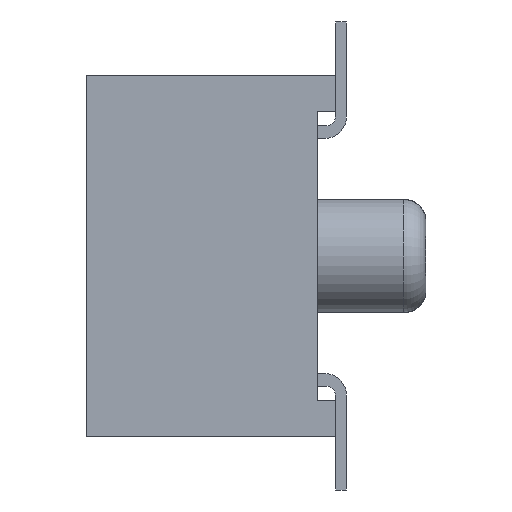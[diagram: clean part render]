
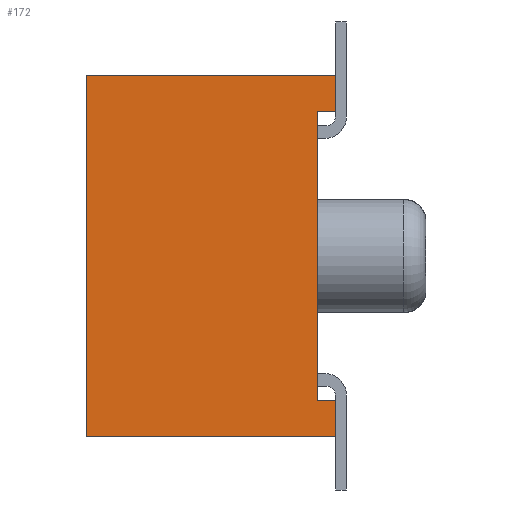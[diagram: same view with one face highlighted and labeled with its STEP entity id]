
A CAD part, left-side view. The second image highlights one B-rep face of the part: STEP entity #172.
In plain terms, the highlighted planar face has unit normal (-1, 0, 0).
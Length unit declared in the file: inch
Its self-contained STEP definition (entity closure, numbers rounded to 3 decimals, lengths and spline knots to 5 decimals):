
#172 = ADVANCED_FACE( '', ( #534 ), #535, .F. );
#534 = FACE_OUTER_BOUND( '', #1314, .T. );
#535 = PLANE( '', #1315 );
#1314 = EDGE_LOOP( '', ( #2102, #2103, #2104, #2105, #2106, #2107, #2108, #2109 ) );
#1315 = AXIS2_PLACEMENT_3D( '', #2110, #2111, #2112 );
#2102 = ORIENTED_EDGE( '', *, *, #5113, .T. );
#2103 = ORIENTED_EDGE( '', *, *, #5114, .T. );
#2104 = ORIENTED_EDGE( '', *, *, #5115, .F. );
#2105 = ORIENTED_EDGE( '', *, *, #5116, .F. );
#2106 = ORIENTED_EDGE( '', *, *, #5117, .T. );
#2107 = ORIENTED_EDGE( '', *, *, #5118, .T. );
#2108 = ORIENTED_EDGE( '', *, *, #5109, .T. );
#2109 = ORIENTED_EDGE( '', *, *, #5119, .T. );
#2110 = CARTESIAN_POINT( '', ( -0.3, 0.138, -0.1 ) );
#2111 = DIRECTION( '', ( 1., 0., 0. ) );
#2112 = DIRECTION( '', ( 0., 0., -1. ) );
#5109 = EDGE_CURVE( '', #6090, #6091, #6092, .T. );
#5113 = EDGE_CURVE( '', #6098, #6099, #6100, .T. );
#5114 = EDGE_CURVE( '', #6099, #6101, #6102, .T. );
#5115 = EDGE_CURVE( '', #6103, #6101, #6104, .T. );
#5116 = EDGE_CURVE( '', #6105, #6103, #6106, .T. );
#5117 = EDGE_CURVE( '', #6105, #6107, #6108, .T. );
#5118 = EDGE_CURVE( '', #6107, #6090, #6109, .T. );
#5119 = EDGE_CURVE( '', #6091, #6098, #6110, .T. );
#6090 = VERTEX_POINT( '', #7706 );
#6091 = VERTEX_POINT( '', #7707 );
#6092 = LINE( '', #7708, #7709 );
#6098 = VERTEX_POINT( '', #7718 );
#6099 = VERTEX_POINT( '', #7719 );
#6100 = LINE( '', #7720, #7721 );
#6101 = VERTEX_POINT( '', #7722 );
#6102 = LINE( '', #7723, #7724 );
#6103 = VERTEX_POINT( '', #7725 );
#6104 = LINE( '', #7726, #7727 );
#6105 = VERTEX_POINT( '', #7728 );
#6106 = LINE( '', #7729, #7730 );
#6107 = VERTEX_POINT( '', #7731 );
#6108 = LINE( '', #7732, #7733 );
#6109 = LINE( '', #7734, #7735 );
#6110 = LINE( '', #7736, #7737 );
#7706 = CARTESIAN_POINT( '', ( -0.3, 0., -0.08 ) );
#7707 = CARTESIAN_POINT( '', ( -0.3, 0.01, -0.08 ) );
#7708 = CARTESIAN_POINT( '', ( -0.3, 0., -0.08 ) );
#7709 = VECTOR( '', #10249, 39.37008 );
#7718 = CARTESIAN_POINT( '', ( -0.3, 0.01, 0.08 ) );
#7719 = CARTESIAN_POINT( '', ( -0.3, 0., 0.08 ) );
#7720 = CARTESIAN_POINT( '', ( -0.3, 0.01, 0.08 ) );
#7721 = VECTOR( '', #10253, 39.37008 );
#7722 = CARTESIAN_POINT( '', ( -0.3, 0., 0.1 ) );
#7723 = CARTESIAN_POINT( '', ( -0.3, 0., -0.1 ) );
#7724 = VECTOR( '', #10254, 39.37008 );
#7725 = CARTESIAN_POINT( '', ( -0.3, 0.138, 0.1 ) );
#7726 = CARTESIAN_POINT( '', ( -0.3, 0.138, 0.1 ) );
#7727 = VECTOR( '', #10255, 39.37008 );
#7728 = CARTESIAN_POINT( '', ( -0.3, 0.138, -0.1 ) );
#7729 = CARTESIAN_POINT( '', ( -0.3, 0.138, -0.1 ) );
#7730 = VECTOR( '', #10256, 39.37008 );
#7731 = CARTESIAN_POINT( '', ( -0.3, 0., -0.1 ) );
#7732 = CARTESIAN_POINT( '', ( -0.3, 0.138, -0.1 ) );
#7733 = VECTOR( '', #10257, 39.37008 );
#7734 = CARTESIAN_POINT( '', ( -0.3, 0., -0.1 ) );
#7735 = VECTOR( '', #10258, 39.37008 );
#7736 = CARTESIAN_POINT( '', ( -0.3, 0.01, -0.08 ) );
#7737 = VECTOR( '', #10259, 39.37008 );
#10249 = DIRECTION( '', ( 0., 1., 0. ) );
#10253 = DIRECTION( '', ( 0., -1., 0. ) );
#10254 = DIRECTION( '', ( 0., 0., 1. ) );
#10255 = DIRECTION( '', ( 0., -1., 0. ) );
#10256 = DIRECTION( '', ( 0., 0., 1. ) );
#10257 = DIRECTION( '', ( 0., -1., 0. ) );
#10258 = DIRECTION( '', ( 0., 0., 1. ) );
#10259 = DIRECTION( '', ( 0., 0., 1. ) );
